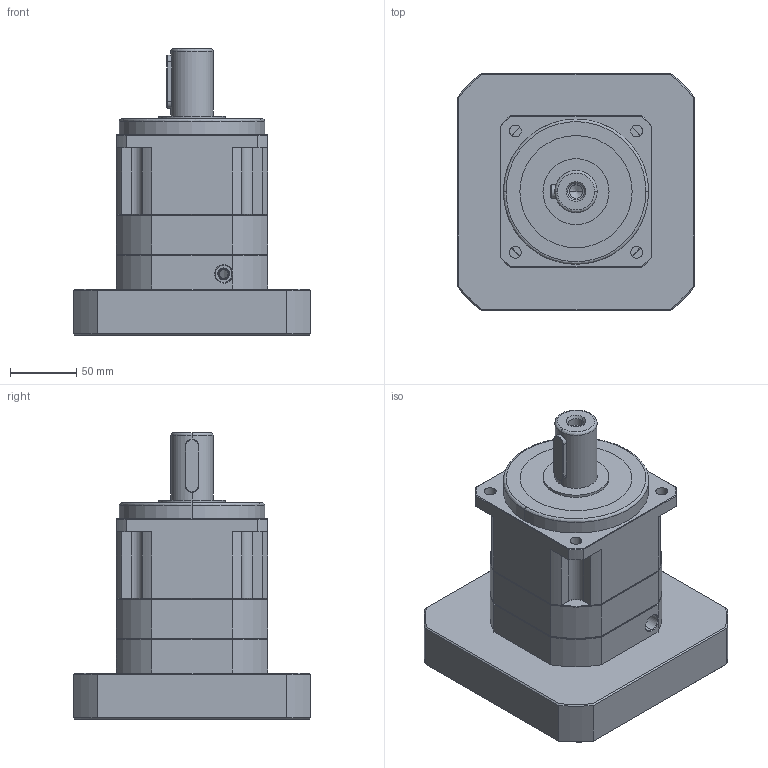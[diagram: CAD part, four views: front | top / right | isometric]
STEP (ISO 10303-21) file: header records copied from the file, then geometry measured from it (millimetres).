
FILE_DESCRIPTION (( 'STEP AP214' ), '1' );
FILE_NAME ('SB115-L1-35-114.3-200M12.STEP', '2021-12-18T05:38:20', ( 'admin' ), ( '' ), 'SwSTEP 2.0', 'SolidWorks 2013', '' );
FILE_SCHEMA (( 'AUTOMOTIVE_DESIGN' ));
Length unit declared in the file: millimetre
Products named in the file (4): SB115-114.3-200M12-82; SB115_X2_58F34F537AEF_X0_-35; SB115_X2_8F9351FA7AEF_X0_; SB115-L1-35-114.3-200M12
Assembly tree (3 placements, depth 2):
  SB115-L1-35-114.3-200M12
    SB115_X2_8F9351FA7AEF_X0_
    SB115_X2_58F34F537AEF_X0_-35
    SB115-114.3-200M12-82
Bounding box: 180 x 180 x 217 mm (x, y, z)
Volume: 2235863.3 mm3; surface area: 234975.8 mm2
Topology: 3 solids, 3 shells, 362 faces, 887 edges, 530 vertices
Faces by surface type: cone 121, cylinder 118, plane 113, bspline 10
Entity records: 15385 total; most frequent: CARTESIAN_POINT 2780, DIRECTION 1840, ORIENTED_EDGE 1730, EDGE_CURVE 865, AXIS2_PLACEMENT_3D 734, VERTEX_POINT 530, EDGE_LOOP 417, CIRCLE 376
